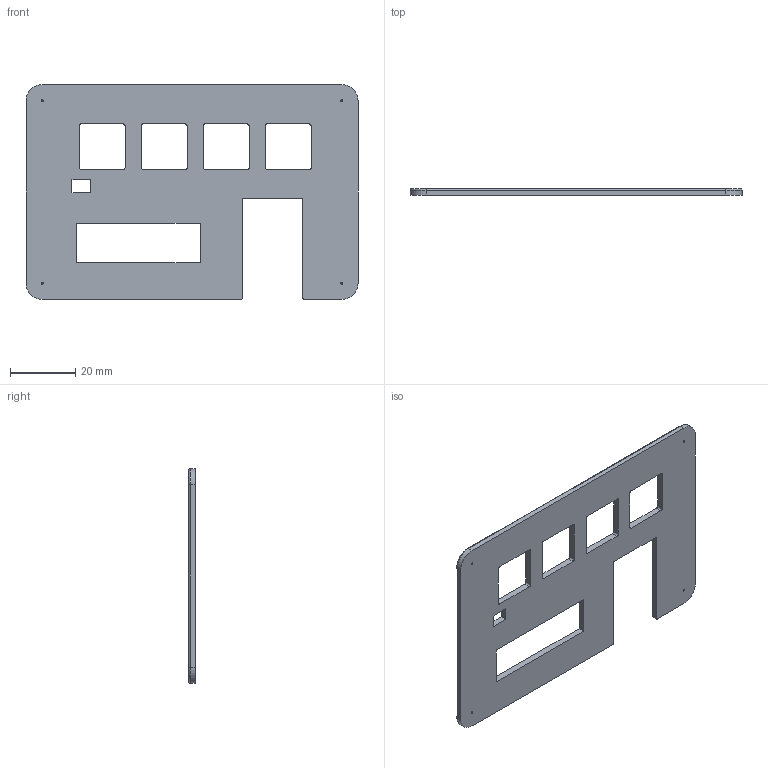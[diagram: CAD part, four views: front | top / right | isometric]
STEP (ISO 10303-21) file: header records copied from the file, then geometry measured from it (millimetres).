
FILE_DESCRIPTION(/* description */ (''),/* implementation_level */ '2;1');
FILE_NAME(/* name */ 'Macropad Lid.step',/* time_stamp */ '2025-11-10T21:01:21+11:00',/* author */ (''),/* organization */ (''),/* preprocessor_version */ 'ST-DEVELOPER v20.1',/* originating_system */ 'Autodesk Translation Framework v14.21.0.0',/* authorisation */ '');
FILE_SCHEMA (('AUTOMOTIVE_DESIGN { 1 0 10303 214 3 1 1 }'));
Length unit declared in the file: millimetre
Products named in the file (1): 2025-11-10-11-42-56-420
Bounding box: 102 x 2 x 66 mm (x, y, z)
Volume: 9724.2 mm3; surface area: 11141.1 mm2
Topology: 1 solids, 1 shells, 82 faces, 212 edges, 136 vertices
Faces by surface type: plane 38, cylinder 38, torus 4, sphere 2
Full cylindrical faces by diameter (mm): 0.6 x4, 3.4 x4
Entity records: 2579 total; most frequent: DIRECTION 456, CARTESIAN_POINT 431, ORIENTED_EDGE 424, EDGE_CURVE 212, AXIS2_PLACEMENT_3D 161, VERTEX_POINT 136, LINE 134, VECTOR 134
